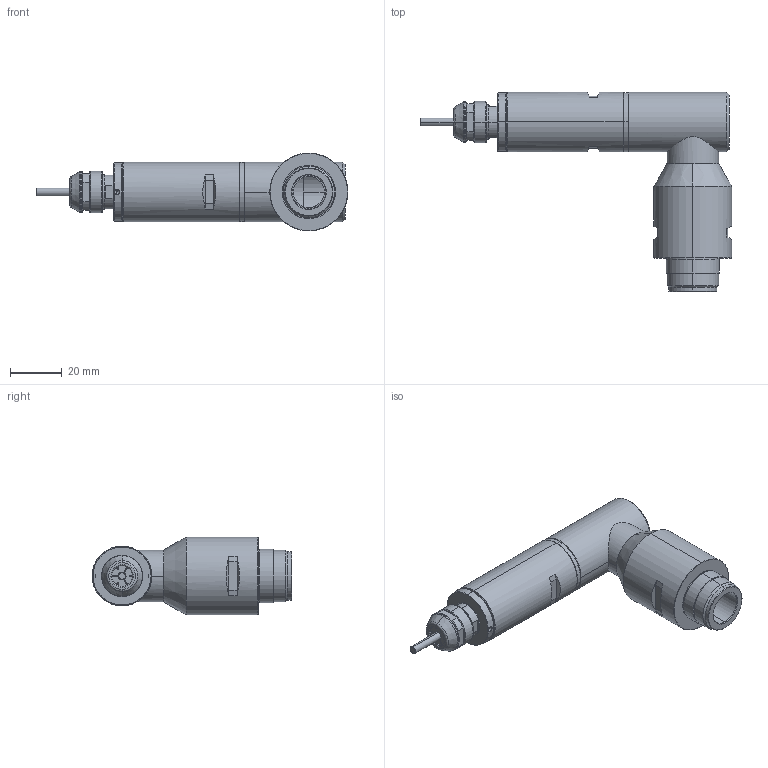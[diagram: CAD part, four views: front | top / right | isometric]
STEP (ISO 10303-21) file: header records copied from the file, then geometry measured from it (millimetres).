
FILE_DESCRIPTION (( 'STEP AP203' ), '1' );
FILE_NAME ('RAS-151E.STEP', '2020-06-30T23:41:09', ( '' ), ( '' ), 'SwSTEP 2.0', 'SolidWorks 2017', '' );
FILE_SCHEMA (( 'CONFIG_CONTROL_DESIGN' ));
Length unit declared in the file: millimetre
Products named in the file (1): RAS-151E
Bounding box: 119.87 x 76.8 x 30 mm (x, y, z)
Volume: 35387.9 mm3; surface area: 26442.1 mm2
Topology: 14 solids, 14 shells, 358 faces, 820 edges, 507 vertices
Faces by surface type: plane 125, cylinder 109, cone 106, bspline 18
Entity records: 11131 total; most frequent: CARTESIAN_POINT 2987, DIRECTION 1760, ORIENTED_EDGE 1628, EDGE_CURVE 814, AXIS2_PLACEMENT_3D 718, VERTEX_POINT 507, EDGE_LOOP 401, CIRCLE 377
